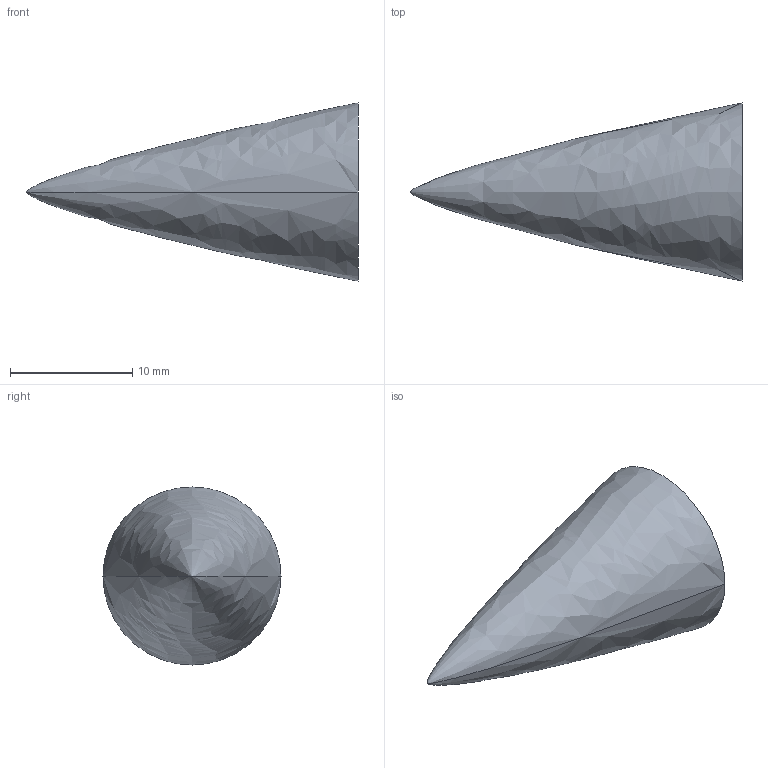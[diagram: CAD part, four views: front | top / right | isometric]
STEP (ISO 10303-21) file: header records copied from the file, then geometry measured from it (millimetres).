
FILE_DESCRIPTION (( 'STEP AP214' ), '1' );
FILE_NAME ('Nose Cone Tip.STEP', '2024-08-23T03:39:24', ( '' ), ( '' ), 'SwSTEP 2.0', 'SolidWorks 2024', '' );
FILE_SCHEMA (( 'AUTOMOTIVE_DESIGN' ));
Length unit declared in the file: millimetre
Products named in the file (1): Nose Cone Tip
Bounding box: 27.2 x 14.59 x 14.59 mm (x, y, z)
Volume: 1791 mm3; surface area: 954.5 mm2
Topology: 1 solids, 1 shells, 5 faces, 12 edges, 6 vertices
Faces by surface type: bspline 2, torus 2, plane 1
Entity records: 311 total; most frequent: CARTESIAN_POINT 196, DIRECTION 20, ORIENTED_EDGE 16, AXIS2_PLACEMENT_3D 10, EDGE_CURVE 8, VERTEX_POINT 6, CIRCLE 6, EDGE_LOOP 6
